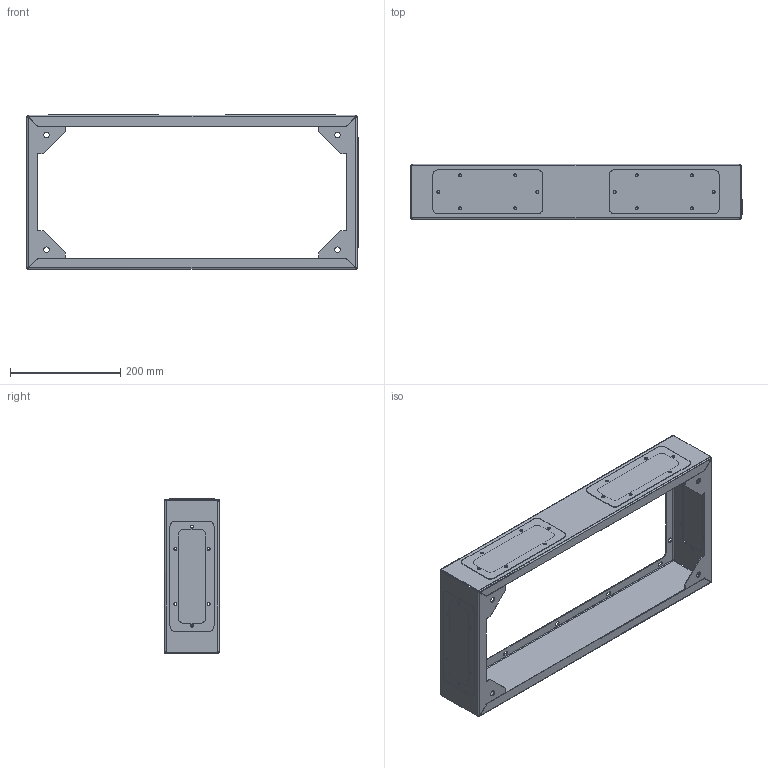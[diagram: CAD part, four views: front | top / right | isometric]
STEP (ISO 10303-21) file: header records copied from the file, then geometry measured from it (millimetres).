
FILE_DESCRIPTION (( 'STEP AP214' ), '1' );
FILE_NAME ('418.628.STEP', '2024-06-03T04:06:13', ( '' ), ( '' ), 'SwSTEP 2.0', 'SolidWorks 2021', '' );
FILE_SCHEMA (( 'AUTOMOTIVE_DESIGN' ));
Length unit declared in the file: millimetre
Products named in the file (3): êðûøêà; 膰豵鵨 W600H100D280; 418.628
Assembly tree (5 placements, depth 2):
  418.628
    膰豵鵨 W600H100D280
    êðûøêà  x4
Bounding box: 602.4 x 100 x 281.2 mm (x, y, z)
Volume: 382213.1 mm3; surface area: 548485 mm2
Topology: 5 solids, 5 shells, 330 faces, 896 edges, 576 vertices
Faces by surface type: cylinder 188, plane 126, bspline 16
Entity records: 9586 total; most frequent: CARTESIAN_POINT 2500, DIRECTION 1444, ORIENTED_EDGE 1432, EDGE_CURVE 716, AXIS2_PLACEMENT_3D 504, VERTEX_POINT 456, LINE 436, VECTOR 436
